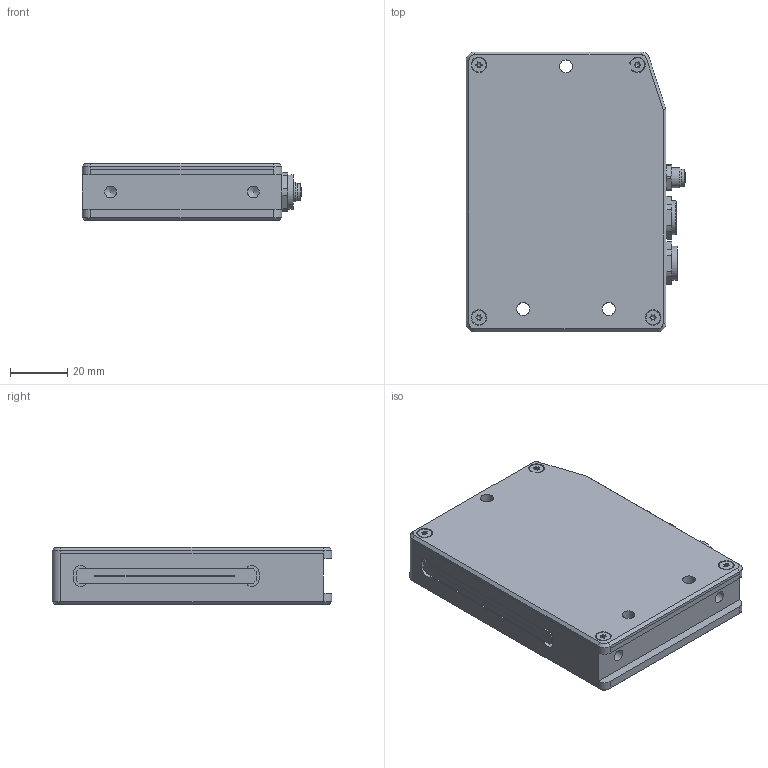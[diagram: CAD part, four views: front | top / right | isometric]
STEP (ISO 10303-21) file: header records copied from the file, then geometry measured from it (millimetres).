
FILE_DESCRIPTION(/* description */ (''),/* implementation_level */ '2;1');
FILE_NAME(/* name */ 'ipf_z3d_PE500146.stp',/* time_stamp */ '2019-07-29T13:19:34+02:00',/* author */ ('gelzhaeuser'),/* organization */ (''),/* preprocessor_version */ 'ST-DEVELOPER v15.2',/* originating_system */ 'Autodesk Inventor 2014',/* authorisation */ '');
FILE_SCHEMA (('AUTOMOTIVE_DESIGN { 1 0 10303 214 3 1 1 }'));
Length unit declared in the file: millimetre
Products named in the file (1): ipf_z3d_PE500146
Bounding box: 77 x 98 x 20 mm (x, y, z)
Volume: 132447.5 mm3; surface area: 23832.9 mm2
Topology: 1 solids, 11 shells, 382 faces, 957 edges, 623 vertices
Faces by surface type: plane 165, cylinder 150, cone 58, torus 5, sphere 4
Full cylindrical faces by diameter (mm): 0.5 x4, 1 x12, 2.013 x4, 2.5 x4, 2.8 x4, 2.9 x4, 3.2 x4, 4.134 x2, 4.5 x3, 5 x4, 6 x4, 7 x3, 7.05 x1, 8.5 x1, 9 x1
Entity records: 11100 total; most frequent: CARTESIAN_POINT 2750, DIRECTION 1715, ORIENTED_EDGE 1618, EDGE_CURVE 809, AXIS2_PLACEMENT_3D 674, VERTEX_POINT 574, EDGE_LOOP 519, ADVANCED_FACE 382
